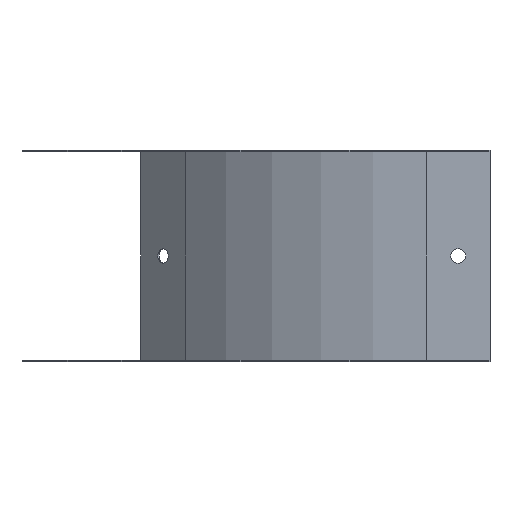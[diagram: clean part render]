
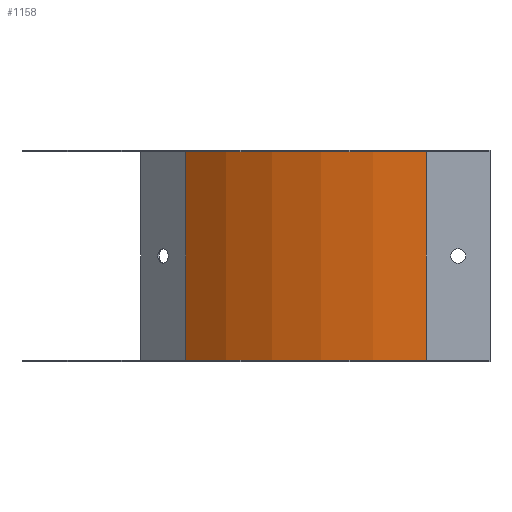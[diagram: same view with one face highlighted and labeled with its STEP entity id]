
A CAD part, left-side view. The second image highlights one B-rep face of the part: STEP entity #1158.
In plain terms, the highlighted cylindrical face has radius 160.8 mm (diameter 321.6 mm), a partial arc.
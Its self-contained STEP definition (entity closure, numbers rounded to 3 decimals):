
#21 = EDGE_CURVE ( 'NONE', #1255, #1249, #1684, .T. ) ;
#28 = AXIS2_PLACEMENT_3D ( 'NONE', #780, #783, #802 ) ;
#59 = AXIS2_PLACEMENT_3D ( 'NONE', #462, #461, #460 ) ;
#71 = AXIS2_PLACEMENT_3D ( 'NONE', #334, #333, #497 ) ;
#73 = EDGE_CURVE ( 'NONE', #1249, #1315, #177, .T. ) ;
#95 = EDGE_CURVE ( 'NONE', #1304, #1315, #213, .T. ) ;
#103 = EDGE_CURVE ( 'NONE', #1255, #1304, #222, .T. ) ;
#177 = LINE ( 'NONE', #388, #179 ) ;
#179 = VECTOR ( 'NONE', #441, 1000. ) ;
#213 = CIRCLE ( 'NONE', #59, 160.8 ) ;
#222 = LINE ( 'NONE', #452, #225 ) ;
#225 = VECTOR ( 'NONE', #454, 1000. ) ;
#333 = DIRECTION ( 'NONE',  ( 0., 0., 1. ) ) ;
#334 = CARTESIAN_POINT ( 'NONE',  ( 240., 30.048, -98.4 ) ) ;
#388 = CARTESIAN_POINT ( 'NONE',  ( 79.2, 30.048, -99.2 ) ) ;
#441 = DIRECTION ( 'NONE',  ( 0., 0., 1. ) ) ;
#452 = CARTESIAN_POINT ( 'NONE',  ( 126.297, 143.75, -99.2 ) ) ;
#454 = DIRECTION ( 'NONE',  ( 0., 0., 1. ) ) ;
#460 = DIRECTION ( 'NONE',  ( -1., 0., 0. ) ) ;
#461 = DIRECTION ( 'NONE',  ( 0., 0., 1. ) ) ;
#462 = CARTESIAN_POINT ( 'NONE',  ( 240., 30.048, 0. ) ) ;
#497 = DIRECTION ( 'NONE',  ( 1., 0., 0. ) ) ;
#780 = CARTESIAN_POINT ( 'NONE',  ( 240., 30.048, -99.2 ) ) ;
#781 = CARTESIAN_POINT ( 'NONE',  ( 79.2, 30.048, 0. ) ) ;
#783 = DIRECTION ( 'NONE',  ( 0., 0., 1. ) ) ;
#797 = CARTESIAN_POINT ( 'NONE',  ( 126.297, 143.75, 0. ) ) ;
#802 = DIRECTION ( 'NONE',  ( 1., 0., 0. ) ) ;
#859 = CARTESIAN_POINT ( 'NONE',  ( 126.297, 143.75, -98.4 ) ) ;
#866 = CARTESIAN_POINT ( 'NONE',  ( 79.2, 30.048, -98.4 ) ) ;
#986 = FACE_OUTER_BOUND ( 'NONE', #1209, .T. ) ;
#992 = CYLINDRICAL_SURFACE ( 'NONE', #28, 160.8 ) ;
#1158 = ADVANCED_FACE ( 'NONE', ( #986 ), #992, .T. ) ;
#1209 = EDGE_LOOP ( 'NONE', ( #1630, #1629, #1628, #1626 ) ) ;
#1249 = VERTEX_POINT ( 'NONE', #866 ) ;
#1255 = VERTEX_POINT ( 'NONE', #859 ) ;
#1304 = VERTEX_POINT ( 'NONE', #797 ) ;
#1315 = VERTEX_POINT ( 'NONE', #781 ) ;
#1626 = ORIENTED_EDGE ( 'NONE', *, *, #95, .F. ) ;
#1628 = ORIENTED_EDGE ( 'NONE', *, *, #73, .T. ) ;
#1629 = ORIENTED_EDGE ( 'NONE', *, *, #21, .T. ) ;
#1630 = ORIENTED_EDGE ( 'NONE', *, *, #103, .F. ) ;
#1684 = CIRCLE ( 'NONE', #71, 160.8 ) ;
